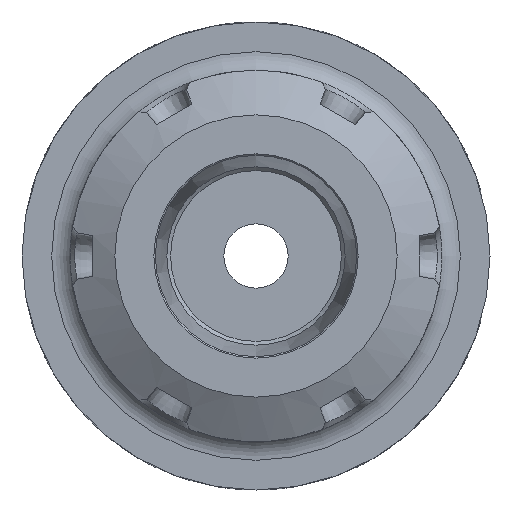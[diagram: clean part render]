
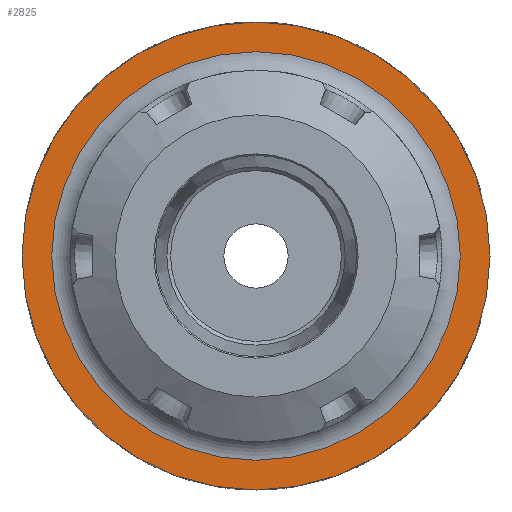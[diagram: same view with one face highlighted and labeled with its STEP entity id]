
A CAD part, left-side view. The second image highlights one B-rep face of the part: STEP entity #2825.
In plain terms, the highlighted planar face has unit normal (-1, 0, 0).
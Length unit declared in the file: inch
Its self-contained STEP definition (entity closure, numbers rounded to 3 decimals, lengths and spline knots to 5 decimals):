
#39=FACE_BOUND('',#635,.T.);
#118=PLANE('',#3116);
#468=FACE_OUTER_BOUND('',#634,.T.);
#634=EDGE_LOOP('',(#2423,#2424));
#635=EDGE_LOOP('',(#2425,#2426));
#988=CIRCLE('',#3114,1.08268);
#989=CIRCLE('',#3115,1.08268);
#990=CIRCLE('',#3117,1.24016);
#991=CIRCLE('',#3118,1.24016);
#1261=VERTEX_POINT('',#6446);
#1262=VERTEX_POINT('',#6448);
#1263=VERTEX_POINT('',#6452);
#1264=VERTEX_POINT('',#6453);
#1668=EDGE_CURVE('',#1262,#1261,#988,.T.);
#1669=EDGE_CURVE('',#1261,#1262,#989,.T.);
#1670=EDGE_CURVE('',#1263,#1264,#990,.T.);
#1671=EDGE_CURVE('',#1264,#1263,#991,.T.);
#2423=ORIENTED_EDGE('',*,*,#1670,.F.);
#2424=ORIENTED_EDGE('',*,*,#1671,.F.);
#2425=ORIENTED_EDGE('',*,*,#1668,.T.);
#2426=ORIENTED_EDGE('',*,*,#1669,.T.);
#2825=ADVANCED_FACE('',(#468,#39),#118,.T.);
#3114=AXIS2_PLACEMENT_3D('',#6449,#3757,#3758);
#3115=AXIS2_PLACEMENT_3D('',#6450,#3759,#3760);
#3116=AXIS2_PLACEMENT_3D('',#6451,#3761,#3762);
#3117=AXIS2_PLACEMENT_3D('',#6454,#3763,#3764);
#3118=AXIS2_PLACEMENT_3D('',#6455,#3765,#3766);
#3757=DIRECTION('center_axis',(1.,0.,0.));
#3758=DIRECTION('ref_axis',(0.,1.,0.));
#3759=DIRECTION('center_axis',(1.,0.,0.));
#3760=DIRECTION('ref_axis',(0.,1.,0.));
#3761=DIRECTION('center_axis',(-1.,0.,0.));
#3762=DIRECTION('ref_axis',(0.,0.,1.));
#3763=DIRECTION('center_axis',(1.,0.,0.));
#3764=DIRECTION('ref_axis',(0.,1.,0.));
#3765=DIRECTION('center_axis',(1.,0.,0.));
#3766=DIRECTION('ref_axis',(0.,1.,0.));
#6446=CARTESIAN_POINT('',(-0.86614,0.,1.08268));
#6448=CARTESIAN_POINT('',(-0.86614,1.08268,0.));
#6449=CARTESIAN_POINT('Origin',(-0.86614,0.,0.));
#6450=CARTESIAN_POINT('Origin',(-0.86614,0.,0.));
#6451=CARTESIAN_POINT('Origin',(-0.86614,1.16142,0.));
#6452=CARTESIAN_POINT('',(-0.86614,1.24016,0.));
#6453=CARTESIAN_POINT('',(-0.86614,-1.24016,0.));
#6454=CARTESIAN_POINT('Origin',(-0.86614,0.,0.));
#6455=CARTESIAN_POINT('Origin',(-0.86614,0.,0.));
